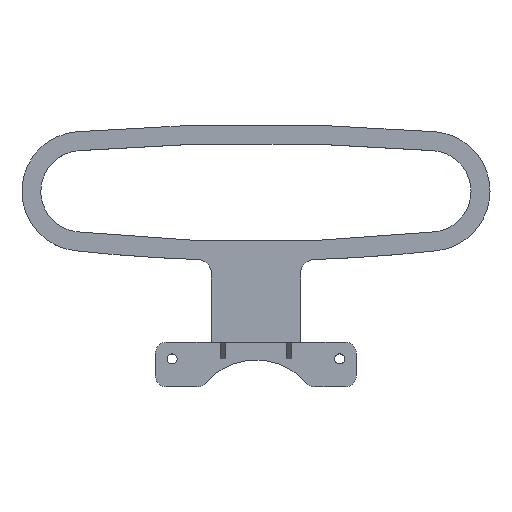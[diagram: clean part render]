
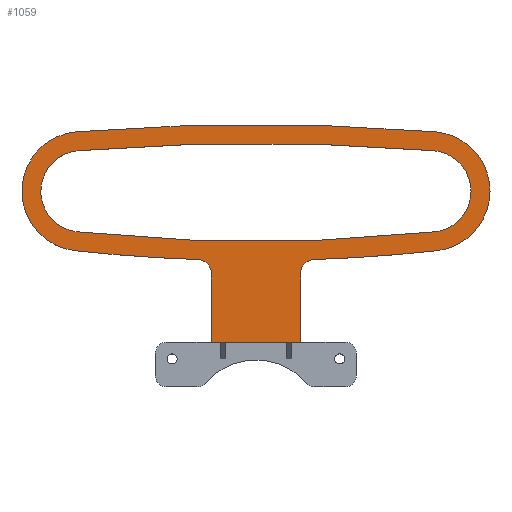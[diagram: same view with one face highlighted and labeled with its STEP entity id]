
A CAD part, top view. The second image highlights one B-rep face of the part: STEP entity #1059.
In plain terms, the highlighted planar face has unit normal (0, 0, 1).
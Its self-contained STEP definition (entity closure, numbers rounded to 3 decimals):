
#7 = DIRECTION ( 'NONE',  ( 0., 0., 1. ) ) ;
#56 = CIRCLE ( 'NONE', #146, 1911.75 ) ;
#72 = DIRECTION ( 'NONE',  ( 0., 0., -1. ) ) ;
#73 = CIRCLE ( 'NONE', #1157, 53.5 ) ;
#76 = ORIENTED_EDGE ( 'NONE', *, *, #1126, .T. ) ;
#79 = AXIS2_PLACEMENT_3D ( 'NONE', #300, #1844, #122 ) ;
#85 = DIRECTION ( 'NONE',  ( 1., 0., 0. ) ) ;
#112 = EDGE_CURVE ( 'NONE', #338, #1858, #2099, .T. ) ;
#122 = DIRECTION ( 'NONE',  ( 1., 0., 0. ) ) ;
#125 = CIRCLE ( 'NONE', #870, 53.5 ) ;
#130 = EDGE_LOOP ( 'NONE', ( #2146, #487, #496, #1656, #76, #643, #785, #1551, #2239, #1668, #1556 ) ) ;
#146 = AXIS2_PLACEMENT_3D ( 'NONE', #1125, #1618, #576 ) ;
#182 = DIRECTION ( 'NONE',  ( -1., 0., 0. ) ) ;
#195 = CARTESIAN_POINT ( 'NONE',  ( 192.5, 200., 231.3 ) ) ;
#196 = CARTESIAN_POINT ( 'NONE',  ( 156., 200., 231.3 ) ) ;
#202 = ORIENTED_EDGE ( 'NONE', *, *, #2209, .T. ) ;
#208 = EDGE_CURVE ( 'NONE', #846, #2049, #125, .T. ) ;
#210 = ORIENTED_EDGE ( 'NONE', *, *, #430, .T. ) ;
#273 = LINE ( 'NONE', #600, #2071 ) ;
#300 = CARTESIAN_POINT ( 'NONE',  ( 0., 1627.279, 231.3 ) ) ;
#326 = CIRCLE ( 'NONE', #477, 1472.279 ) ;
#333 = ORIENTED_EDGE ( 'NONE', *, *, #1755, .T. ) ;
#338 = VERTEX_POINT ( 'NONE', #2116 ) ;
#345 = DIRECTION ( 'NONE',  ( 1., 0., 0. ) ) ;
#346 = CARTESIAN_POINT ( 'NONE',  ( -159.966, 163.716, 231.3 ) ) ;
#384 = CARTESIAN_POINT ( 'NONE',  ( 0., 1627.279, 231.3 ) ) ;
#390 = PLANE ( 'NONE',  #1821 ) ;
#402 = CARTESIAN_POINT ( 'NONE',  ( 51.584, 138.894, 231.3 ) ) ;
#430 = EDGE_CURVE ( 'NONE', #1720, #863, #326, .T. ) ;
#445 = EDGE_LOOP ( 'NONE', ( #202, #2045, #1311, #210, #333 ) ) ;
#452 = CARTESIAN_POINT ( 'NONE',  ( 161.813, 146.817, 231.3 ) ) ;
#477 = AXIS2_PLACEMENT_3D ( 'NONE', #384, #1403, #1084 ) ;
#481 = DIRECTION ( 'NONE',  ( 1., 0., 0. ) ) ;
#487 = ORIENTED_EDGE ( 'NONE', *, *, #960, .T. ) ;
#496 = ORIENTED_EDGE ( 'NONE', *, *, #1248, .T. ) ;
#498 = CARTESIAN_POINT ( 'NONE',  ( 156., 200., 231.3 ) ) ;
#517 = VERTEX_POINT ( 'NONE', #1636 ) ;
#527 = DIRECTION ( 'NONE',  ( 0., -1., 0. ) ) ;
#546 = FACE_OUTER_BOUND ( 'NONE', #130, .T. ) ;
#562 = EDGE_CURVE ( 'NONE', #1468, #1720, #1043, .T. ) ;
#576 = DIRECTION ( 'NONE',  ( 1., 0., 0. ) ) ;
#585 = DIRECTION ( 'NONE',  ( 1., 0., 0. ) ) ;
#591 = CIRCLE ( 'NONE', #2119, 12. ) ;
#594 = VERTEX_POINT ( 'NONE', #402 ) ;
#600 = CARTESIAN_POINT ( 'NONE',  ( 40., 65., 231.3 ) ) ;
#612 = DIRECTION ( 'NONE',  ( 1., 0., 0. ) ) ;
#637 = VERTEX_POINT ( 'NONE', #2195 ) ;
#643 = ORIENTED_EDGE ( 'NONE', *, *, #1849, .T. ) ;
#671 = VERTEX_POINT ( 'NONE', #452 ) ;
#692 = CIRCLE ( 'NONE', #79, 1489.279 ) ;
#694 = CARTESIAN_POINT ( 'NONE',  ( -40., 126.901, 231.3 ) ) ;
#718 = CARTESIAN_POINT ( 'NONE',  ( -40., 65., 231.3 ) ) ;
#735 = VERTEX_POINT ( 'NONE', #1147 ) ;
#758 = CARTESIAN_POINT ( 'NONE',  ( 159.966, 163.716, 231.3 ) ) ;
#763 = DIRECTION ( 'NONE',  ( 0., 1., 0. ) ) ;
#771 = AXIS2_PLACEMENT_3D ( 'NONE', #932, #72, #85 ) ;
#785 = ORIENTED_EDGE ( 'NONE', *, *, #1841, .T. ) ;
#800 = CARTESIAN_POINT ( 'NONE',  ( 40., 65., 231.3 ) ) ;
#825 = AXIS2_PLACEMENT_3D ( 'NONE', #1507, #1513, #612 ) ;
#846 = VERTEX_POINT ( 'NONE', #1025 ) ;
#857 = CARTESIAN_POINT ( 'NONE',  ( -52., 126.901, 231.3 ) ) ;
#863 = VERTEX_POINT ( 'NONE', #346 ) ;
#870 = AXIS2_PLACEMENT_3D ( 'NONE', #196, #7, #1738 ) ;
#883 = DIRECTION ( 'NONE',  ( 0., 0., 1. ) ) ;
#932 = CARTESIAN_POINT ( 'NONE',  ( 156., 200., 231.3 ) ) ;
#939 = DIRECTION ( 'NONE',  ( 0., 0., 1. ) ) ;
#960 = EDGE_CURVE ( 'NONE', #594, #671, #1253, .T. ) ;
#992 = CARTESIAN_POINT ( 'NONE',  ( -156., 200., 231.3 ) ) ;
#1005 = DIRECTION ( 'NONE',  ( 0., 0., 1. ) ) ;
#1007 = AXIS2_PLACEMENT_3D ( 'NONE', #1774, #2140, #1966 ) ;
#1016 = FACE_BOUND ( 'NONE', #445, .T. ) ;
#1021 = EDGE_CURVE ( 'NONE', #2212, #1468, #1857, .T. ) ;
#1025 = CARTESIAN_POINT ( 'NONE',  ( 209.5, 200., 231.3 ) ) ;
#1043 = CIRCLE ( 'NONE', #771, 36.5 ) ;
#1059 = ADVANCED_FACE ( 'NONE', ( #1016, #546 ), #390, .T. ) ;
#1084 = DIRECTION ( 'NONE',  ( 1., 0., 0. ) ) ;
#1104 = AXIS2_PLACEMENT_3D ( 'NONE', #2230, #1735, #2059 ) ;
#1125 = CARTESIAN_POINT ( 'NONE',  ( 0., -1668.75, 231.3 ) ) ;
#1126 = EDGE_CURVE ( 'NONE', #2049, #1163, #2240, .T. ) ;
#1147 = CARTESIAN_POINT ( 'NONE',  ( -51.584, 138.894, 231.3 ) ) ;
#1151 = CIRCLE ( 'NONE', #1104, 12. ) ;
#1157 = AXIS2_PLACEMENT_3D ( 'NONE', #498, #1191, #2068 ) ;
#1163 = VERTEX_POINT ( 'NONE', #1631 ) ;
#1179 = CARTESIAN_POINT ( 'NONE',  ( -40., 65., 231.3 ) ) ;
#1191 = DIRECTION ( 'NONE',  ( 0., 0., 1. ) ) ;
#1213 = CARTESIAN_POINT ( 'NONE',  ( 160.451, 253.315, 231.3 ) ) ;
#1230 = CARTESIAN_POINT ( 'NONE',  ( -40., 65., 231.3 ) ) ;
#1248 = EDGE_CURVE ( 'NONE', #671, #846, #73, .T. ) ;
#1253 = CIRCLE ( 'NONE', #1539, 1489.279 ) ;
#1259 = DIRECTION ( 'NONE',  ( 0., 0., 1. ) ) ;
#1310 = CARTESIAN_POINT ( 'NONE',  ( -159.036, 236.373, 231.3 ) ) ;
#1311 = ORIENTED_EDGE ( 'NONE', *, *, #562, .T. ) ;
#1403 = DIRECTION ( 'NONE',  ( 0., 0., -1. ) ) ;
#1404 = EDGE_CURVE ( 'NONE', #735, #2080, #591, .T. ) ;
#1417 = AXIS2_PLACEMENT_3D ( 'NONE', #992, #1005, #345 ) ;
#1454 = CIRCLE ( 'NONE', #1417, 53.5 ) ;
#1468 = VERTEX_POINT ( 'NONE', #195 ) ;
#1507 = CARTESIAN_POINT ( 'NONE',  ( -156., 200., 231.3 ) ) ;
#1513 = DIRECTION ( 'NONE',  ( 0., 0., -1. ) ) ;
#1539 = AXIS2_PLACEMENT_3D ( 'NONE', #1753, #883, #2105 ) ;
#1551 = ORIENTED_EDGE ( 'NONE', *, *, #1404, .T. ) ;
#1556 = ORIENTED_EDGE ( 'NONE', *, *, #1678, .T. ) ;
#1557 = AXIS2_PLACEMENT_3D ( 'NONE', #1816, #939, #585 ) ;
#1618 = DIRECTION ( 'NONE',  ( 0., 0., -1. ) ) ;
#1631 = CARTESIAN_POINT ( 'NONE',  ( -160.451, 253.315, 231.3 ) ) ;
#1636 = CARTESIAN_POINT ( 'NONE',  ( -161.813, 146.817, 231.3 ) ) ;
#1656 = ORIENTED_EDGE ( 'NONE', *, *, #208, .T. ) ;
#1668 = ORIENTED_EDGE ( 'NONE', *, *, #112, .T. ) ;
#1678 = EDGE_CURVE ( 'NONE', #1858, #637, #273, .T. ) ;
#1709 = LINE ( 'NONE', #1230, #2067 ) ;
#1720 = VERTEX_POINT ( 'NONE', #758 ) ;
#1735 = DIRECTION ( 'NONE',  ( 0., 0., -1. ) ) ;
#1738 = DIRECTION ( 'NONE',  ( 1., 0., 0. ) ) ;
#1753 = CARTESIAN_POINT ( 'NONE',  ( 0., 1627.279, 231.3 ) ) ;
#1755 = EDGE_CURVE ( 'NONE', #863, #2193, #2014, .T. ) ;
#1774 = CARTESIAN_POINT ( 'NONE',  ( 156., 200., 231.3 ) ) ;
#1800 = VECTOR ( 'NONE', #481, 1000. ) ;
#1816 = CARTESIAN_POINT ( 'NONE',  ( 0., -1668.75, 231.3 ) ) ;
#1821 = AXIS2_PLACEMENT_3D ( 'NONE', #718, #1259, #1952 ) ;
#1841 = EDGE_CURVE ( 'NONE', #517, #735, #692, .T. ) ;
#1844 = DIRECTION ( 'NONE',  ( 0., 0., 1. ) ) ;
#1849 = EDGE_CURVE ( 'NONE', #1163, #517, #1454, .T. ) ;
#1857 = CIRCLE ( 'NONE', #1007, 36.5 ) ;
#1858 = VERTEX_POINT ( 'NONE', #800 ) ;
#1907 = EDGE_CURVE ( 'NONE', #637, #594, #1151, .T. ) ;
#1952 = DIRECTION ( 'NONE',  ( 1., 0., 0. ) ) ;
#1965 = CARTESIAN_POINT ( 'NONE',  ( 159.036, 236.373, 231.3 ) ) ;
#1966 = DIRECTION ( 'NONE',  ( 1., 0., 0. ) ) ;
#2014 = CIRCLE ( 'NONE', #825, 36.5 ) ;
#2041 = EDGE_CURVE ( 'NONE', #2080, #338, #1709, .T. ) ;
#2045 = ORIENTED_EDGE ( 'NONE', *, *, #1021, .T. ) ;
#2049 = VERTEX_POINT ( 'NONE', #1213 ) ;
#2059 = DIRECTION ( 'NONE',  ( 1., 0., 0. ) ) ;
#2067 = VECTOR ( 'NONE', #527, 1000. ) ;
#2068 = DIRECTION ( 'NONE',  ( 1., 0., 0. ) ) ;
#2071 = VECTOR ( 'NONE', #763, 1000. ) ;
#2080 = VERTEX_POINT ( 'NONE', #694 ) ;
#2085 = DIRECTION ( 'NONE',  ( 0., 0., -1. ) ) ;
#2099 = LINE ( 'NONE', #1179, #1800 ) ;
#2105 = DIRECTION ( 'NONE',  ( 1., 0., 0. ) ) ;
#2116 = CARTESIAN_POINT ( 'NONE',  ( -40., 65., 231.3 ) ) ;
#2119 = AXIS2_PLACEMENT_3D ( 'NONE', #857, #2085, #182 ) ;
#2140 = DIRECTION ( 'NONE',  ( 0., 0., -1. ) ) ;
#2146 = ORIENTED_EDGE ( 'NONE', *, *, #1907, .T. ) ;
#2193 = VERTEX_POINT ( 'NONE', #1310 ) ;
#2195 = CARTESIAN_POINT ( 'NONE',  ( 40., 126.901, 231.3 ) ) ;
#2209 = EDGE_CURVE ( 'NONE', #2193, #2212, #56, .T. ) ;
#2212 = VERTEX_POINT ( 'NONE', #1965 ) ;
#2230 = CARTESIAN_POINT ( 'NONE',  ( 52., 126.901, 231.3 ) ) ;
#2239 = ORIENTED_EDGE ( 'NONE', *, *, #2041, .T. ) ;
#2240 = CIRCLE ( 'NONE', #1557, 1928.75 ) ;
